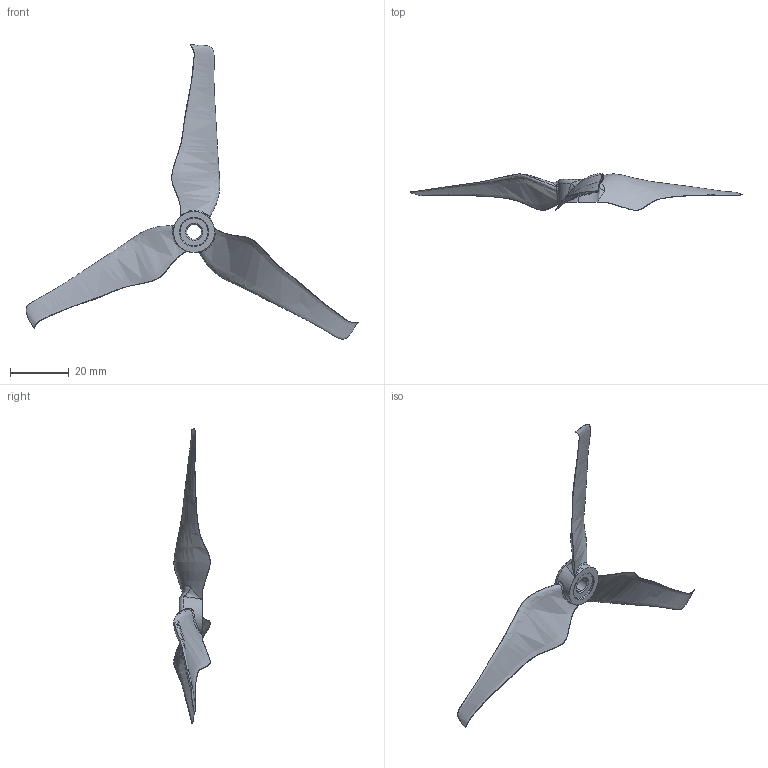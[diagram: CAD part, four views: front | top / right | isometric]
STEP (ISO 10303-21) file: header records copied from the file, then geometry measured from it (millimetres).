
FILE_DESCRIPTION (( 'STEP AP214' ), '1' );
FILE_NAME ('EMAX AVAN FLOW CCW.STEP', '2019-05-15T06:45:03', ( '' ), ( '' ), 'SwSTEP 2.0', 'SolidWorks 2016', '' );
FILE_SCHEMA (( 'AUTOMOTIVE_DESIGN' ));
Length unit declared in the file: millimetre
Products named in the file (1): EMAX AVAN FLOW CCW
Bounding box: 112.71 x 12.39 x 99.91 mm (x, y, z)
Volume: 3527.8 mm3; surface area: 5072.9 mm2
Topology: 1 solids, 1 shells, 148 faces, 384 edges, 247 vertices
Faces by surface type: plane 87, bspline 45, torus 6, cylinder 6, cone 4
Entity records: 16466 total; most frequent: CARTESIAN_POINT 13180, ORIENTED_EDGE 762, DIRECTION 509, EDGE_CURVE 381, VERTEX_POINT 247, LINE 241, VECTOR 241, EDGE_LOOP 162
